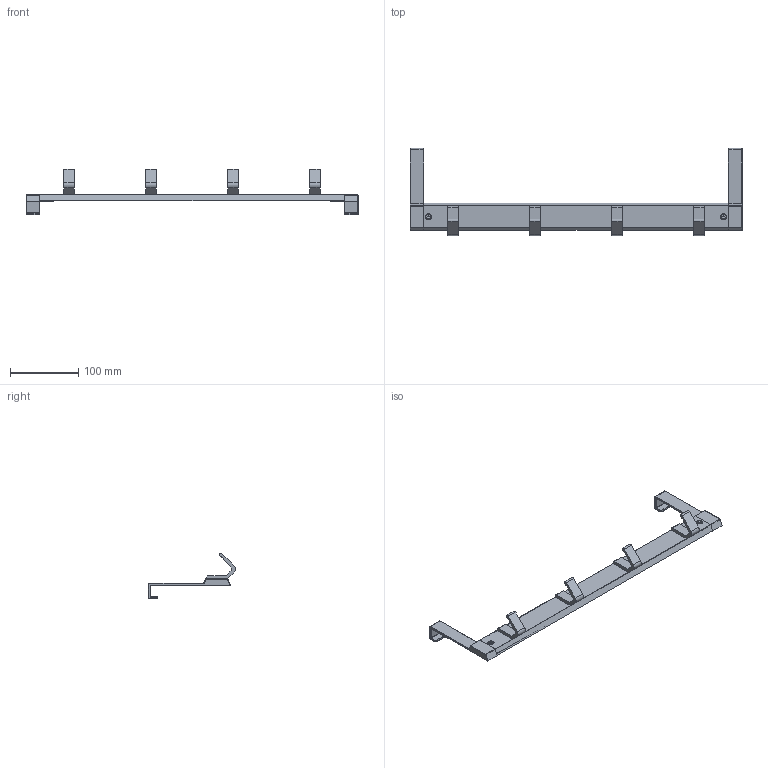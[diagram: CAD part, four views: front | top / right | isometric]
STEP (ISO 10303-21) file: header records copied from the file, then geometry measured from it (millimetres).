
FILE_DESCRIPTION(('Creo Elements/Direct Modeling STEP Export'),'2;1');
FILE_NAME('2399-486.stp','2022-01-27T10:13:09',(''),(''),'Creo Elements/Direct Modeling STEP processor for AP214 (Solid Model)','Creo Elements/Direct Modeling 20.0 12-Nov-2016 (C) Parametric Technology GmbH','');
FILE_SCHEMA(('AUTOMOTIVE_DESIGN { 1 0 10303 214 1 1 1 1 }'));
Length unit declared in the file: millimetre
Products named in the file (10): Leiste; Haken_klein.1; Schraube_M_4x8_DIN_965.1; Schraube_M_4x8_DIN_965.1.1; Haken_klein; Seitenteil_1.1.1; Seitenteil_1.1.1.1; Haken_klein.2; Haken_klein.1.1; AL-10024
Assembly tree (9 placements, depth 2):
  AL-10024
    Haken_klein.1.1
    Haken_klein.2
    Seitenteil_1.1.1.1
    Seitenteil_1.1.1
    Haken_klein
    Schraube_M_4x8_DIN_965.1.1
    Schraube_M_4x8_DIN_965.1
    Haken_klein.1
    Leiste
Bounding box: 486 x 127.59 x 67.19 mm (x, y, z)
Volume: 78392.2 mm3; surface area: 82134.7 mm2
Topology: 9 solids, 9 shells, 1116 faces, 3094 edges, 2022 vertices
Faces by surface type: plane 930, cylinder 132, torus 24, cone 20, bspline 6, sphere 4
Entity records: 35145 total; most frequent: CARTESIAN_POINT 6586, ORIENTED_EDGE 6180, DIRECTION 5382, EDGE_CURVE 3090, VECTOR 2706, LINE 2706, VERTEX_POINT 2022, AXIS2_PLACEMENT_3D 1338
